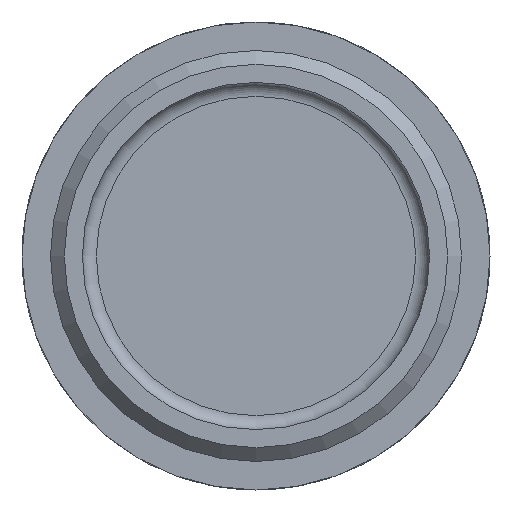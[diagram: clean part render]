
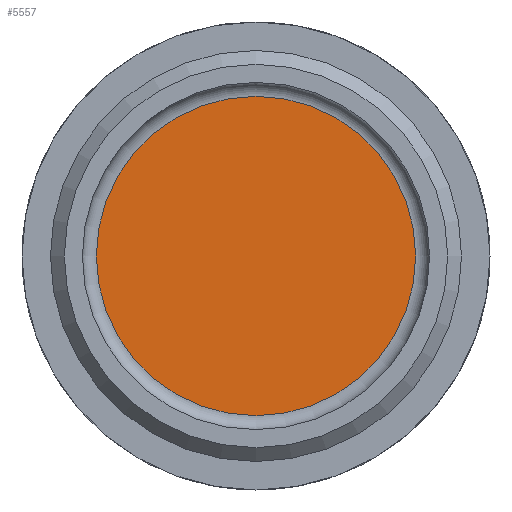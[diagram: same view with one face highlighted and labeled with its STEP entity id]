
A CAD part, front view. The second image highlights one B-rep face of the part: STEP entity #5557.
In plain terms, the highlighted planar face has unit normal (0, -1, 0).
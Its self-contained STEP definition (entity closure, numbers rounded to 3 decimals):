
#336 = EDGE_LOOP ( 'NONE', ( #13745 ) ) ;
#2289 = DIRECTION ( 'NONE',  ( 0., -1., 0. ) ) ;
#2636 = AXIS2_PLACEMENT_3D ( 'NONE', #4732, #2289, #4679 ) ;
#3441 = PLANE ( 'NONE',  #10543 ) ;
#4346 = CIRCLE ( 'NONE', #2636, 11.5 ) ;
#4679 = DIRECTION ( 'NONE',  ( 1., 0., 0. ) ) ;
#4732 = CARTESIAN_POINT ( 'NONE',  ( 0., -2., 0. ) ) ;
#5557 = ADVANCED_FACE ( 'NONE', ( #10495 ), #3441, .T. ) ;
#8199 = DIRECTION ( 'NONE',  ( 1., 0., 0. ) ) ;
#8837 = EDGE_CURVE ( 'NONE', #10460, #10460, #4346, .T. ) ;
#9489 = CARTESIAN_POINT ( 'NONE',  ( 0., -2., 0. ) ) ;
#10460 = VERTEX_POINT ( 'NONE', #12088 ) ;
#10495 = FACE_OUTER_BOUND ( 'NONE', #336, .T. ) ;
#10543 = AXIS2_PLACEMENT_3D ( 'NONE', #9489, #14134, #8199 ) ;
#12088 = CARTESIAN_POINT ( 'NONE',  ( 11.5, -2., 0. ) ) ;
#13745 = ORIENTED_EDGE ( 'NONE', *, *, #8837, .T. ) ;
#14134 = DIRECTION ( 'NONE',  ( 0., -1., 0. ) ) ;
